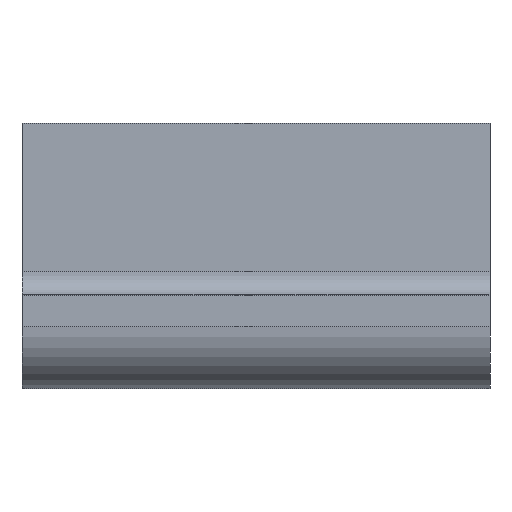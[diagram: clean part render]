
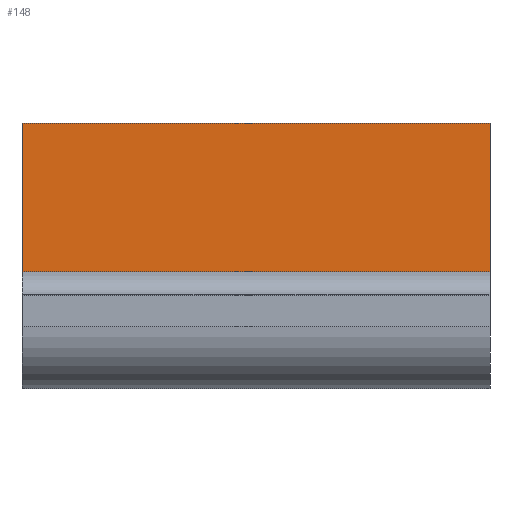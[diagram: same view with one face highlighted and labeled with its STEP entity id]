
A CAD part, front view. The second image highlights one B-rep face of the part: STEP entity #148.
In plain terms, the highlighted planar face has unit normal (0, -1, 0).
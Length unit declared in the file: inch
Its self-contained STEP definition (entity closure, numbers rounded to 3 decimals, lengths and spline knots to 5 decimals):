
#1 = CARTESIAN_POINT ( 'NONE',  ( 0.59055, 0.59055, 0.43307 ) ) ;
#16 = VECTOR ( 'NONE', #154, 39.37008 ) ;
#30 = ORIENTED_EDGE ( 'NONE', *, *, #524, .F. ) ;
#71 = PLANE ( 'NONE',  #248 ) ;
#73 = CARTESIAN_POINT ( 'NONE',  ( 0.59055, 0.59055, 0.05906 ) ) ;
#75 = ORIENTED_EDGE ( 'NONE', *, *, #409, .F. ) ;
#108 = ORIENTED_EDGE ( 'NONE', *, *, #710, .T. ) ;
#135 = FACE_OUTER_BOUND ( 'NONE', #401, .T. ) ;
#148 = ADVANCED_FACE ( 'NONE', ( #135 ), #71, .F. ) ;
#154 = DIRECTION ( 'NONE',  ( -1., 0., 0. ) ) ;
#169 = DIRECTION ( 'NONE',  ( 0., 0., 1. ) ) ;
#204 = DIRECTION ( 'NONE',  ( 0., 0., 1. ) ) ;
#224 = LINE ( 'NONE', #399, #432 ) ;
#248 = AXIS2_PLACEMENT_3D ( 'NONE', #262, #506, #204 ) ;
#262 = CARTESIAN_POINT ( 'NONE',  ( 0.59055, 0.59055, 0. ) ) ;
#339 = CARTESIAN_POINT ( 'NONE',  ( 0.59055, 0.59055, 0.05906 ) ) ;
#399 = CARTESIAN_POINT ( 'NONE',  ( 0.59055, 0.59055, 0. ) ) ;
#401 = EDGE_LOOP ( 'NONE', ( #75, #570, #108, #30 ) ) ;
#409 = EDGE_CURVE ( 'NONE', #680, #739, #538, .T. ) ;
#428 = CARTESIAN_POINT ( 'NONE',  ( -0.59055, 0.59055, 0.19685 ) ) ;
#432 = VECTOR ( 'NONE', #759, 39.37008 ) ;
#446 = VERTEX_POINT ( 'NONE', #1 ) ;
#452 = CARTESIAN_POINT ( 'NONE',  ( 0.59055, 0.59055, 0.43307 ) ) ;
#506 = DIRECTION ( 'NONE',  ( 0., 1., 0. ) ) ;
#508 = LINE ( 'NONE', #452, #566 ) ;
#524 = EDGE_CURVE ( 'NONE', #739, #751, #721, .T. ) ;
#538 = LINE ( 'NONE', #339, #16 ) ;
#566 = VECTOR ( 'NONE', #681, 39.37008 ) ;
#570 = ORIENTED_EDGE ( 'NONE', *, *, #748, .F. ) ;
#582 = CARTESIAN_POINT ( 'NONE',  ( -0.59055, 0.59055, 0.05906 ) ) ;
#650 = CARTESIAN_POINT ( 'NONE',  ( -0.59055, 0.59055, 0.43307 ) ) ;
#680 = VERTEX_POINT ( 'NONE', #73 ) ;
#681 = DIRECTION ( 'NONE',  ( -1., 0., 0. ) ) ;
#698 = VECTOR ( 'NONE', #169, 39.37008 ) ;
#710 = EDGE_CURVE ( 'NONE', #446, #751, #508, .T. ) ;
#721 = LINE ( 'NONE', #428, #698 ) ;
#739 = VERTEX_POINT ( 'NONE', #582 ) ;
#748 = EDGE_CURVE ( 'NONE', #446, #680, #224, .T. ) ;
#751 = VERTEX_POINT ( 'NONE', #650 ) ;
#759 = DIRECTION ( 'NONE',  ( 0., 0., -1. ) ) ;
